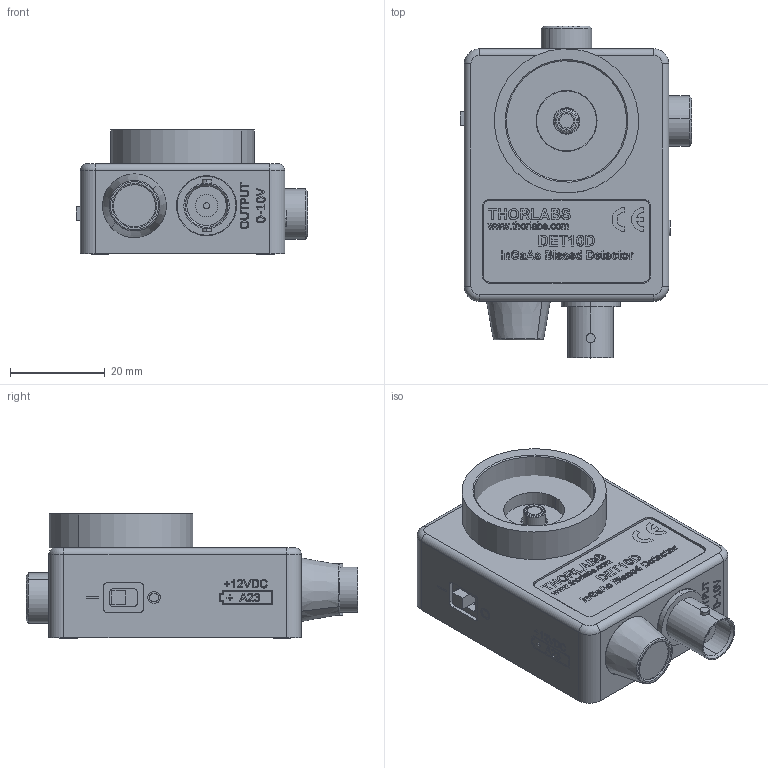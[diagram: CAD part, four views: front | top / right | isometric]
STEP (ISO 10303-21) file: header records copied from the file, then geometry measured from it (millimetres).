
FILE_DESCRIPTION (( 'STEP AP214' ), '1' );
FILE_NAME ('13128-E0W.step', '2007-11-13T07:25:31', ( ' ' ), ( ' ' ), 'SwSTEP 2.0', 'SolidWorks 2007', '' );
FILE_SCHEMA (( 'AUTOMOTIVE_DESIGN' ));
Length unit declared in the file: inch
Products named in the file (1): 13128-E0W
Bounding box: 48.83 x 70.12 x 26.2 mm (x, y, z)
Volume: 20611.4 mm3; surface area: 23745.4 mm2
Topology: 16 solids, 17 shells, 1978 faces, 5120 edges, 3359 vertices
Faces by surface type: plane 1101, bspline 510, cylinder 281, cone 60, torus 26
Entity records: 110079 total; most frequent: CARTESIAN_POINT 38749, ORIENTED_EDGE 10212, DIRECTION 7674, EDGE_CURVE 5106, VECTOR 3422, LINE 3422, VERTEX_POINT 3359, EDGE_LOOP 2205
